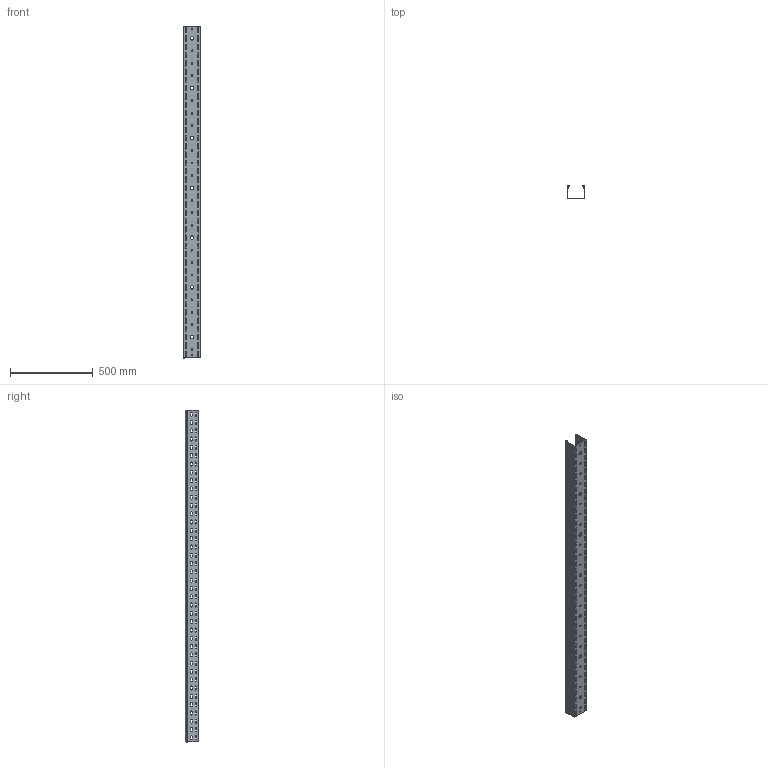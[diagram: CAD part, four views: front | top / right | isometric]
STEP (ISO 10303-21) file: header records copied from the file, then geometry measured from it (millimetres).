
FILE_DESCRIPTION (( 'STEP AP203' ), '1' );
FILE_NAME ('CLP10-080-100-150-2 Ëîòîê ïåðôîðèðîâàííûé ESCA 80õ100õ2000-1,5 IEK.STEP', '2021-10-04T06:52:48', ( '' ), ( '' ), 'SwSTEP 2.0', 'SolidWorks 2017', '' );
FILE_SCHEMA (( 'CONFIG_CONTROL_DESIGN' ));
Length unit declared in the file: millimetre
Products named in the file (1): CLP10-080-100-150-2 Ëîòîê ïåðôîðèðîâàííûé ESCA 80õ100õ2000-1,5 IEK
Bounding box: 100 x 79.97 x 2000 mm (x, y, z)
Volume: 901747.6 mm3; surface area: 1011638.2 mm2
Topology: 1 solids, 1 shells, 1304 faces, 3906 edges, 2604 vertices
Faces by surface type: cylinder 780, plane 524
Entity records: 45699 total; most frequent: DIRECTION 8076, CARTESIAN_POINT 7815, ORIENTED_EDGE 7812, EDGE_CURVE 3906, AXIS2_PLACEMENT_3D 2865, VERTEX_POINT 2604, VECTOR 2346, LINE 2346
